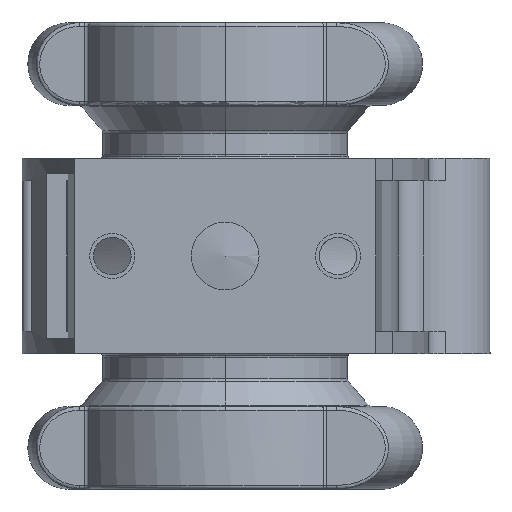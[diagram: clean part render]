
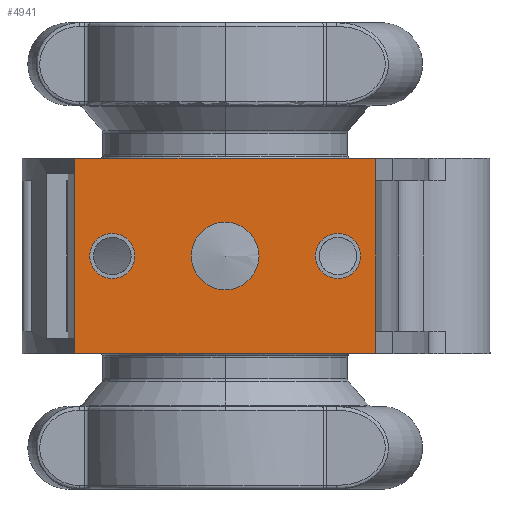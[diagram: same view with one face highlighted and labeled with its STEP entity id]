
A CAD part, front view. The second image highlights one B-rep face of the part: STEP entity #4941.
In plain terms, the highlighted planar face has unit normal (0, -1, 0).
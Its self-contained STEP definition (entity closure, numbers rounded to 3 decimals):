
#87 = CIRCLE ( 'NONE', #3604, 4.5 ) ;
#179 = VERTEX_POINT ( 'NONE', #3052 ) ;
#209 = FACE_OUTER_BOUND ( 'NONE', #2300, .T. ) ;
#246 = DIRECTION ( 'NONE',  ( 0., -1., 0. ) ) ;
#331 = CARTESIAN_POINT ( 'NONE',  ( -20., 0., -11. ) ) ;
#402 = ORIENTED_EDGE ( 'NONE', *, *, #3326, .T. ) ;
#575 = AXIS2_PLACEMENT_3D ( 'NONE', #3534, #7197, #677 ) ;
#677 = DIRECTION ( 'NONE',  ( 0., 0., -1. ) ) ;
#774 = CARTESIAN_POINT ( 'NONE',  ( -20., 0., 11. ) ) ;
#783 = ORIENTED_EDGE ( 'NONE', *, *, #7237, .F. ) ;
#811 = FACE_BOUND ( 'NONE', #3877, .T. ) ;
#824 = CARTESIAN_POINT ( 'NONE',  ( 20., 0., -10. ) ) ;
#860 = LINE ( 'NONE', #5613, #6565 ) ;
#867 = CARTESIAN_POINT ( 'NONE',  ( 15., 0., 0. ) ) ;
#888 = ORIENTED_EDGE ( 'NONE', *, *, #2039, .T. ) ;
#1024 = VERTEX_POINT ( 'NONE', #331 ) ;
#1433 = CIRCLE ( 'NONE', #5715, 3. ) ;
#1522 = DIRECTION ( 'NONE',  ( 0., 0., -1. ) ) ;
#1585 = CARTESIAN_POINT ( 'NONE',  ( -15., 0., 3. ) ) ;
#1715 = CARTESIAN_POINT ( 'NONE',  ( -20., 0., 13. ) ) ;
#1735 = EDGE_CURVE ( 'NONE', #5500, #179, #3535, .T. ) ;
#1738 = DIRECTION ( 'NONE',  ( 0., 1., 0. ) ) ;
#1798 = DIRECTION ( 'NONE',  ( 0., 1., 0. ) ) ;
#1807 = CARTESIAN_POINT ( 'NONE',  ( 20., 0., 13. ) ) ;
#1904 = LINE ( 'NONE', #6014, #4347 ) ;
#1997 = DIRECTION ( 'NONE',  ( 0., 0., -1. ) ) ;
#2039 = EDGE_CURVE ( 'NONE', #5742, #4505, #87, .T. ) ;
#2074 = DIRECTION ( 'NONE',  ( 0., 1., 0. ) ) ;
#2086 = DIRECTION ( 'NONE',  ( 0., 0., -1. ) ) ;
#2110 = CARTESIAN_POINT ( 'NONE',  ( 0., 0., 4.5 ) ) ;
#2238 = DIRECTION ( 'NONE',  ( -1., 0., 0. ) ) ;
#2300 = EDGE_LOOP ( 'NONE', ( #4134, #2941, #7195, #7304, #783, #6617, #7101, #4730 ) ) ;
#2473 = CARTESIAN_POINT ( 'NONE',  ( 15., 0., -3. ) ) ;
#2515 = FACE_BOUND ( 'NONE', #5675, .T. ) ;
#2552 = DIRECTION ( 'NONE',  ( 0., 0., -1. ) ) ;
#2587 = LINE ( 'NONE', #6606, #5155 ) ;
#2719 = VERTEX_POINT ( 'NONE', #1807 ) ;
#2734 = LINE ( 'NONE', #5593, #5226 ) ;
#2895 = EDGE_CURVE ( 'NONE', #6271, #2719, #860, .T. ) ;
#2941 = ORIENTED_EDGE ( 'NONE', *, *, #7282, .T. ) ;
#2984 = CARTESIAN_POINT ( 'NONE',  ( -20., 0., 13. ) ) ;
#3052 = CARTESIAN_POINT ( 'NONE',  ( 20., 0., -13. ) ) ;
#3091 = EDGE_CURVE ( 'NONE', #5500, #6271, #1904, .T. ) ;
#3119 = VECTOR ( 'NONE', #5031, 1000. ) ;
#3123 = PLANE ( 'NONE',  #7206 ) ;
#3157 = CARTESIAN_POINT ( 'NONE',  ( -15., 0., -3. ) ) ;
#3163 = VERTEX_POINT ( 'NONE', #3157 ) ;
#3176 = LINE ( 'NONE', #7377, #3119 ) ;
#3196 = VERTEX_POINT ( 'NONE', #2984 ) ;
#3326 = EDGE_CURVE ( 'NONE', #4508, #3163, #5092, .T. ) ;
#3382 = CARTESIAN_POINT ( 'NONE',  ( 0., 0., 0. ) ) ;
#3388 = EDGE_CURVE ( 'NONE', #3985, #7112, #5461, .T. ) ;
#3420 = CARTESIAN_POINT ( 'NONE',  ( -15., 0., 0. ) ) ;
#3468 = LINE ( 'NONE', #4594, #6623 ) ;
#3504 = CIRCLE ( 'NONE', #7317, 4.5 ) ;
#3515 = CARTESIAN_POINT ( 'NONE',  ( 0., 0., 0. ) ) ;
#3531 = ORIENTED_EDGE ( 'NONE', *, *, #5356, .T. ) ;
#3534 = CARTESIAN_POINT ( 'NONE',  ( -15., 0., 0. ) ) ;
#3535 = LINE ( 'NONE', #5810, #6935 ) ;
#3604 = AXIS2_PLACEMENT_3D ( 'NONE', #3382, #5123, #1522 ) ;
#3769 = ORIENTED_EDGE ( 'NONE', *, *, #4840, .T. ) ;
#3771 = EDGE_CURVE ( 'NONE', #6543, #1024, #3176, .T. ) ;
#3877 = EDGE_LOOP ( 'NONE', ( #888, #3769 ) ) ;
#3985 = VERTEX_POINT ( 'NONE', #2473 ) ;
#4039 = VECTOR ( 'NONE', #4515, 1000. ) ;
#4064 = ORIENTED_EDGE ( 'NONE', *, *, #3388, .T. ) ;
#4089 = EDGE_CURVE ( 'NONE', #5580, #179, #2734, .T. ) ;
#4098 = EDGE_CURVE ( 'NONE', #7112, #3985, #1433, .T. ) ;
#4134 = ORIENTED_EDGE ( 'NONE', *, *, #2895, .T. ) ;
#4347 = VECTOR ( 'NONE', #5763, 1000. ) ;
#4407 = DIRECTION ( 'NONE',  ( 0., 0., -1. ) ) ;
#4445 = DIRECTION ( 'NONE',  ( 0., 0., 1. ) ) ;
#4505 = VERTEX_POINT ( 'NONE', #2110 ) ;
#4506 = DIRECTION ( 'NONE',  ( 0., 1., 0. ) ) ;
#4508 = VERTEX_POINT ( 'NONE', #1585 ) ;
#4515 = DIRECTION ( 'NONE',  ( 0., 0., 1. ) ) ;
#4594 = CARTESIAN_POINT ( 'NONE',  ( -20., 0., 13. ) ) ;
#4730 = ORIENTED_EDGE ( 'NONE', *, *, #3091, .T. ) ;
#4840 = EDGE_CURVE ( 'NONE', #4505, #5742, #3504, .T. ) ;
#4941 = ADVANCED_FACE ( 'NONE', ( #209, #6608, #2515, #811 ), #3123, .T. ) ;
#5011 = DIRECTION ( 'NONE',  ( 1., 0., 0. ) ) ;
#5031 = DIRECTION ( 'NONE',  ( 0., 0., -1. ) ) ;
#5092 = CIRCLE ( 'NONE', #575, 3. ) ;
#5123 = DIRECTION ( 'NONE',  ( 0., 1., 0. ) ) ;
#5155 = VECTOR ( 'NONE', #6639, 1000. ) ;
#5226 = VECTOR ( 'NONE', #5011, 1000. ) ;
#5356 = EDGE_CURVE ( 'NONE', #3163, #4508, #6490, .T. ) ;
#5358 = EDGE_LOOP ( 'NONE', ( #4064, #7332 ) ) ;
#5461 = CIRCLE ( 'NONE', #6321, 3. ) ;
#5482 = CARTESIAN_POINT ( 'NONE',  ( -20., 0., 13. ) ) ;
#5500 = VERTEX_POINT ( 'NONE', #824 ) ;
#5580 = VERTEX_POINT ( 'NONE', #6917 ) ;
#5593 = CARTESIAN_POINT ( 'NONE',  ( 0., 0., -13. ) ) ;
#5613 = CARTESIAN_POINT ( 'NONE',  ( 20., 0., 13. ) ) ;
#5671 = LINE ( 'NONE', #1715, #4039 ) ;
#5675 = EDGE_LOOP ( 'NONE', ( #3531, #402 ) ) ;
#5715 = AXIS2_PLACEMENT_3D ( 'NONE', #7438, #4506, #2086 ) ;
#5742 = VERTEX_POINT ( 'NONE', #5909 ) ;
#5763 = DIRECTION ( 'NONE',  ( 0., 0., 1. ) ) ;
#5810 = CARTESIAN_POINT ( 'NONE',  ( 20., 0., 13. ) ) ;
#5868 = DIRECTION ( 'NONE',  ( 0., 0., -1. ) ) ;
#5909 = CARTESIAN_POINT ( 'NONE',  ( 0., 0., -4.5 ) ) ;
#6014 = CARTESIAN_POINT ( 'NONE',  ( 20., 0., 13. ) ) ;
#6271 = VERTEX_POINT ( 'NONE', #6650 ) ;
#6321 = AXIS2_PLACEMENT_3D ( 'NONE', #867, #2074, #1997 ) ;
#6490 = CIRCLE ( 'NONE', #7471, 3. ) ;
#6542 = EDGE_CURVE ( 'NONE', #3196, #6543, #2587, .T. ) ;
#6543 = VERTEX_POINT ( 'NONE', #774 ) ;
#6565 = VECTOR ( 'NONE', #4445, 1000. ) ;
#6606 = CARTESIAN_POINT ( 'NONE',  ( -20., 0., 13. ) ) ;
#6608 = FACE_BOUND ( 'NONE', #5358, .T. ) ;
#6617 = ORIENTED_EDGE ( 'NONE', *, *, #4089, .T. ) ;
#6623 = VECTOR ( 'NONE', #2238, 1000. ) ;
#6639 = DIRECTION ( 'NONE',  ( 0., 0., -1. ) ) ;
#6650 = CARTESIAN_POINT ( 'NONE',  ( 20., 0., 10. ) ) ;
#6792 = CARTESIAN_POINT ( 'NONE',  ( 15., 0., 3. ) ) ;
#6917 = CARTESIAN_POINT ( 'NONE',  ( -20., 0., -13. ) ) ;
#6935 = VECTOR ( 'NONE', #4407, 1000. ) ;
#7101 = ORIENTED_EDGE ( 'NONE', *, *, #1735, .F. ) ;
#7112 = VERTEX_POINT ( 'NONE', #6792 ) ;
#7195 = ORIENTED_EDGE ( 'NONE', *, *, #6542, .T. ) ;
#7197 = DIRECTION ( 'NONE',  ( 0., 1., 0. ) ) ;
#7206 = AXIS2_PLACEMENT_3D ( 'NONE', #5482, #246, #2552 ) ;
#7237 = EDGE_CURVE ( 'NONE', #5580, #1024, #5671, .T. ) ;
#7282 = EDGE_CURVE ( 'NONE', #2719, #3196, #3468, .T. ) ;
#7304 = ORIENTED_EDGE ( 'NONE', *, *, #3771, .T. ) ;
#7317 = AXIS2_PLACEMENT_3D ( 'NONE', #3515, #1798, #5868 ) ;
#7332 = ORIENTED_EDGE ( 'NONE', *, *, #4098, .T. ) ;
#7377 = CARTESIAN_POINT ( 'NONE',  ( -20., 0., 13. ) ) ;
#7438 = CARTESIAN_POINT ( 'NONE',  ( 15., 0., 0. ) ) ;
#7471 = AXIS2_PLACEMENT_3D ( 'NONE', #3420, #1738, #7509 ) ;
#7509 = DIRECTION ( 'NONE',  ( 0., 0., -1. ) ) ;
